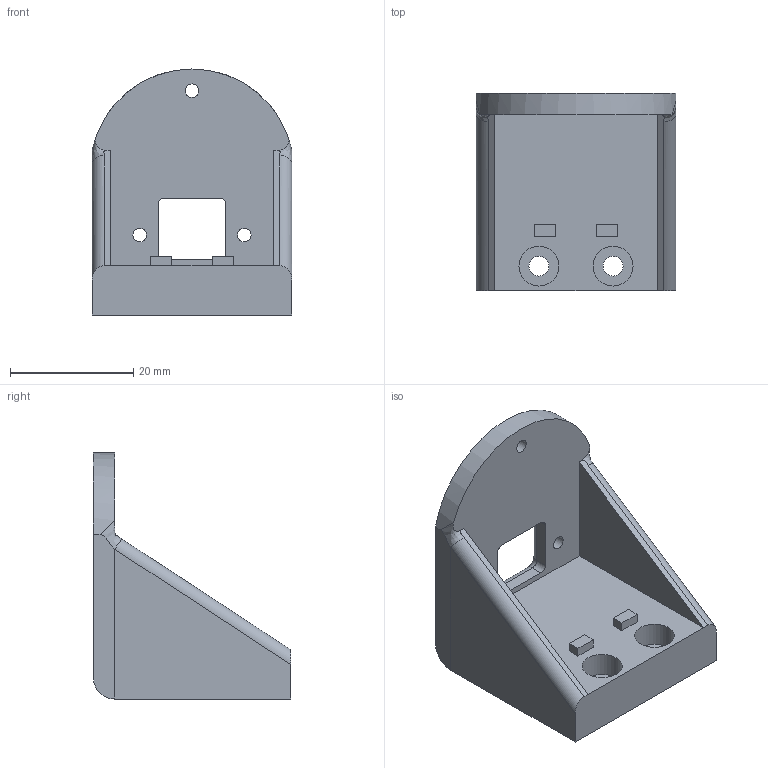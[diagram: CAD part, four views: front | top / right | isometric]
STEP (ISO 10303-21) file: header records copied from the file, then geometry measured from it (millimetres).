
FILE_DESCRIPTION(/* description */ (''),/* implementation_level */ '2;1');
FILE_NAME(/* name */ 'DIGIT_frame_3fix_hole.step',/* time_stamp */ '2023-09-15T12:52:53+09:00',/* author */ (''),/* organization */ (''),/* preprocessor_version */ 'ST-DEVELOPER v20',/* originating_system */ 'Autodesk Translation Framework v12.9.0.99',/* authorisation */ '');
FILE_SCHEMA (('AUTOMOTIVE_DESIGN { 1 0 10303 214 3 1 1 }','AP242_MANAGED_MODEL_BASED_3D_ENGINEERING_MIM_LF { 1 0 10303 442 3 1 4 }'));
Length unit declared in the file: millimetre
Products named in the file (2): DIGIT_frame_v3; Body
Assembly tree (1 placements, depth 2):
  DIGIT_frame_v3
    Body
Bounding box: 32.5 x 32.1 x 40 mm (x, y, z)
Volume: 12317.5 mm3; surface area: 6230.6 mm2
Topology: 1 solids, 1 shells, 54 faces, 132 edges, 84 vertices
Faces by surface type: plane 29, cylinder 19, torus 4, bspline 2
Full cylindrical faces by diameter (mm): 2.2 x3, 3.25 x2, 6.5 x2
Entity records: 2932 total; most frequent: CARTESIAN_POINT 1571, DIRECTION 270, ORIENTED_EDGE 264, EDGE_CURVE 132, AXIS2_PLACEMENT_3D 95, VERTEX_POINT 84, LINE 80, VECTOR 80
